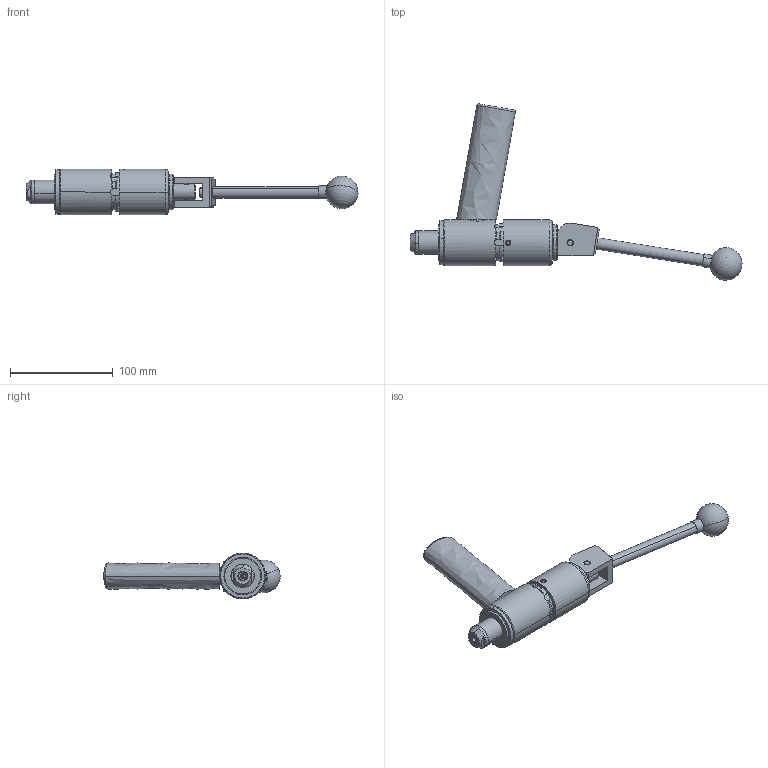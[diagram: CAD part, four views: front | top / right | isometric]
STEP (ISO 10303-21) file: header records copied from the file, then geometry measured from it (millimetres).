
FILE_DESCRIPTION (( 'STEP AP214' ), '1' );
FILE_NAME ('CTSC-003698.STEP', '2025-06-25T20:26:15', ( '' ), ( '' ), 'SwSTEP 2.0', 'SolidWorks 2023', '' );
FILE_SCHEMA (( 'AUTOMOTIVE_DESIGN' ));
Length unit declared in the file: inch
Products named in the file (1): CTSC-003698
Bounding box: 323.28 x 171.73 x 44.45 mm (x, y, z)
Volume: 300369.5 mm3; surface area: 75133.5 mm2
Topology: 10 solids, 10 shells, 321 faces, 788 edges, 504 vertices
Faces by surface type: cylinder 138, plane 118, cone 48, torus 8, bspline 7, sphere 2
Entity records: 15839 total; most frequent: CARTESIAN_POINT 4227, DIRECTION 1567, ORIENTED_EDGE 1558, EDGE_CURVE 779, AXIS2_PLACEMENT_3D 610, VERTEX_POINT 501, EDGE_LOOP 364, LINE 347
